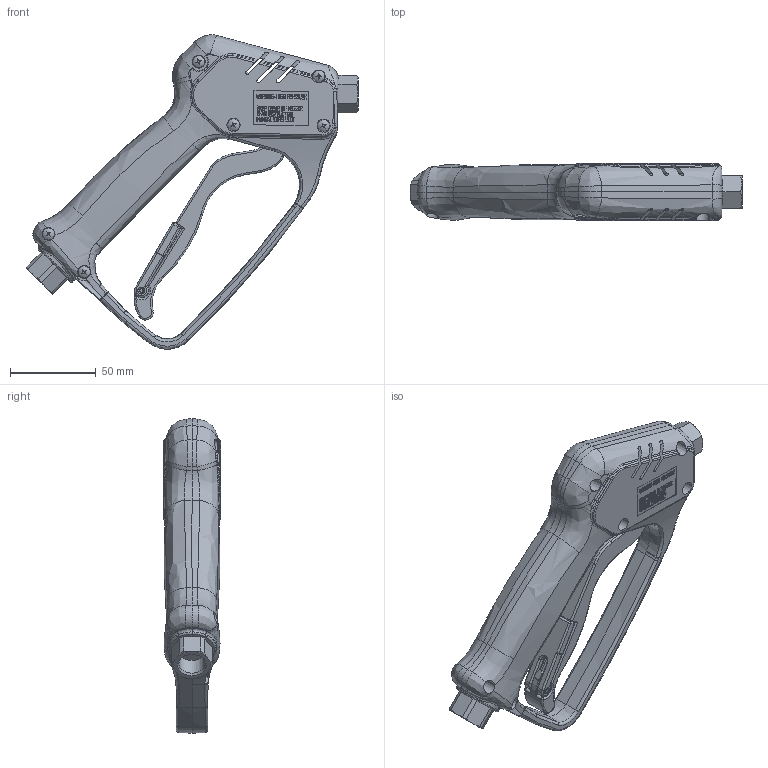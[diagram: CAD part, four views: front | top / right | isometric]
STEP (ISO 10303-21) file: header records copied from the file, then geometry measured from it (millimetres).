
FILE_DESCRIPTION(/* description */ ('Unknown'),/* implementation_level */ '2;1');
FILE_NAME(/* name */ '201100500',/* time_stamp */ '2020-04-02T07:35:36+02:00',/* author */ ('Unknown'),/* organization */ ('Unknown'),/* preprocessor_version */ 'ST-DEVELOPER v16.7',/* originating_system */ 'DEX',/* authorisation */ $);
FILE_SCHEMA (('AUTOMOTIVE_DESIGN {1 0 10303 214 3 1 1}'));
Products named in the file (1): 201100500
Bounding box: 194.05 x 33.4 x 183.75 mm (x, y, z)
Volume: 169536.7 mm3; surface area: 88254.6 mm2
Topology: 1 solids, 1 shells, 2251 faces, 5771 edges, 3695 vertices
Faces by surface type: plane 1346, bspline 497, cylinder 180, cone 153, torus 60, sphere 15
Full cylindrical faces by diameter (mm): 3 x3, 3.5 x6, 4 x2, 4.5 x2, 6.9 x6, 8 x1, 8.8 x1, 15 x1, 15.33 x1, 19 x2
Entity records: 84506 total; most frequent: CARTESIAN_POINT 37901, ORIENTED_EDGE 11206, DIRECTION 6781, EDGE_CURVE 5603, VERTEX_POINT 3650, B_SPLINE_CURVE_WITH_KNOTS 3071, EDGE_LOOP 2589, FACE_BOUND 2589
